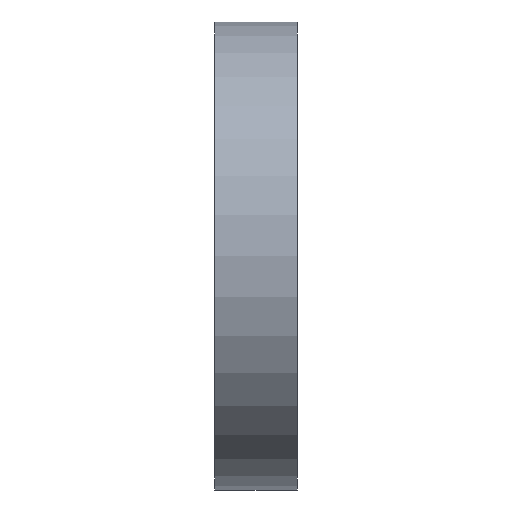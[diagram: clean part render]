
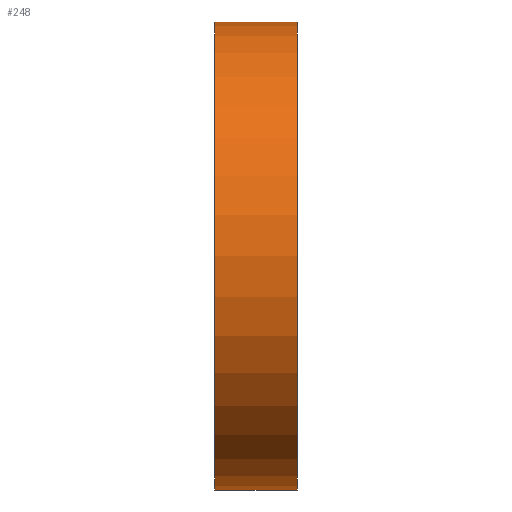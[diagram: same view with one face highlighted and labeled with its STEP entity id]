
A CAD part, left-side view. The second image highlights one B-rep face of the part: STEP entity #248.
In plain terms, the highlighted cylindrical face has radius 11.1 mm (diameter 22.2 mm), a partial arc.
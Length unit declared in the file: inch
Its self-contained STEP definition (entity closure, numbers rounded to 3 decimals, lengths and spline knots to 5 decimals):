
#56 = CARTESIAN_POINT ( 'NONE',  ( 0., 0.07725, 0.437 ) ) ;
#69 = EDGE_CURVE ( 'NONE', #363, #304, #333, .T. ) ;
#72 = VECTOR ( 'NONE', #195, 39.37008 ) ;
#77 = CARTESIAN_POINT ( 'NONE',  ( 0., -0.07725, 0.437 ) ) ;
#80 = VERTEX_POINT ( 'NONE', #346 ) ;
#87 = EDGE_LOOP ( 'NONE', ( #565, #479, #316, #521 ) ) ;
#132 = AXIS2_PLACEMENT_3D ( 'NONE', #149, #423, #146 ) ;
#146 = DIRECTION ( 'NONE',  ( 0., 0., 1. ) ) ;
#149 = CARTESIAN_POINT ( 'NONE',  ( 0., -0.07725, 0. ) ) ;
#162 = CARTESIAN_POINT ( 'NONE',  ( 0., 0.07725, -0.437 ) ) ;
#181 = CIRCLE ( 'NONE', #132, 0.437 ) ;
#195 = DIRECTION ( 'NONE',  ( 0., -1., 0. ) ) ;
#198 = LINE ( 'NONE', #56, #72 ) ;
#248 = ADVANCED_FACE ( 'NONE', ( #489 ), #473, .T. ) ;
#289 = AXIS2_PLACEMENT_3D ( 'NONE', #422, #425, #460 ) ;
#304 = VERTEX_POINT ( 'NONE', #326 ) ;
#316 = ORIENTED_EDGE ( 'NONE', *, *, #534, .T. ) ;
#326 = CARTESIAN_POINT ( 'NONE',  ( 0., 0.07725, 0.437 ) ) ;
#333 = CIRCLE ( 'NONE', #420, 0.437 ) ;
#346 = CARTESIAN_POINT ( 'NONE',  ( 0., -0.07725, -0.437 ) ) ;
#348 = DIRECTION ( 'NONE',  ( 0., -1., 0. ) ) ;
#363 = VERTEX_POINT ( 'NONE', #369 ) ;
#369 = CARTESIAN_POINT ( 'NONE',  ( 0., 0.07725, -0.437 ) ) ;
#398 = VECTOR ( 'NONE', #348, 39.37008 ) ;
#415 = LINE ( 'NONE', #162, #398 ) ;
#420 = AXIS2_PLACEMENT_3D ( 'NONE', #520, #517, #492 ) ;
#422 = CARTESIAN_POINT ( 'NONE',  ( 0., 0.07725, 0. ) ) ;
#423 = DIRECTION ( 'NONE',  ( 0., 1., 0. ) ) ;
#425 = DIRECTION ( 'NONE',  ( 0., -1., 0. ) ) ;
#460 = DIRECTION ( 'NONE',  ( 0., 0., -1. ) ) ;
#473 = CYLINDRICAL_SURFACE ( 'NONE', #289, 0.437 ) ;
#479 = ORIENTED_EDGE ( 'NONE', *, *, #69, .F. ) ;
#483 = VERTEX_POINT ( 'NONE', #77 ) ;
#489 = FACE_OUTER_BOUND ( 'NONE', #87, .T. ) ;
#492 = DIRECTION ( 'NONE',  ( 0., 0., 1. ) ) ;
#517 = DIRECTION ( 'NONE',  ( 0., 1., 0. ) ) ;
#520 = CARTESIAN_POINT ( 'NONE',  ( 0., 0.07725, 0. ) ) ;
#521 = ORIENTED_EDGE ( 'NONE', *, *, #541, .T. ) ;
#522 = EDGE_CURVE ( 'NONE', #304, #483, #198, .T. ) ;
#534 = EDGE_CURVE ( 'NONE', #363, #80, #415, .T. ) ;
#541 = EDGE_CURVE ( 'NONE', #80, #483, #181, .T. ) ;
#565 = ORIENTED_EDGE ( 'NONE', *, *, #522, .F. ) ;
